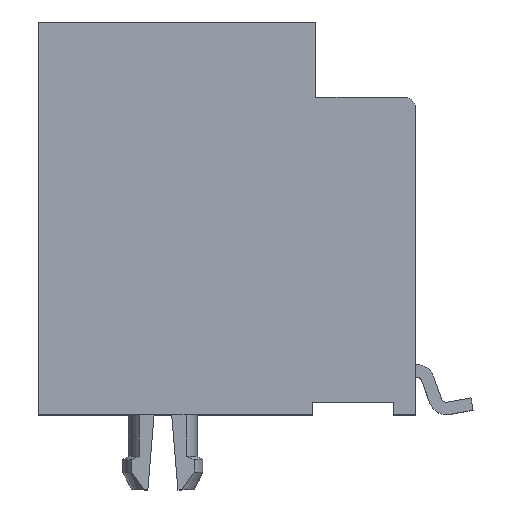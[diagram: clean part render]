
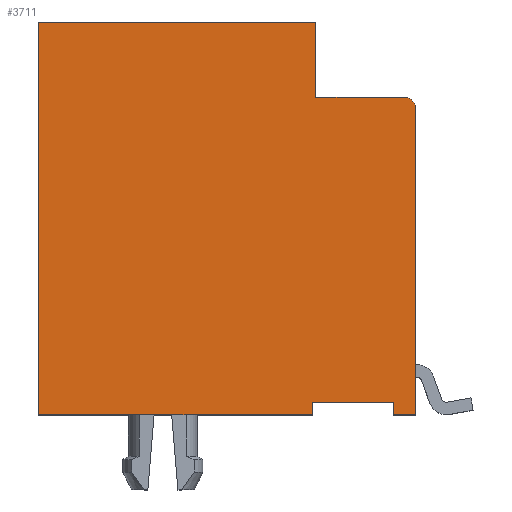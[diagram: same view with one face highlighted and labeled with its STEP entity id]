
A CAD part, top view. The second image highlights one B-rep face of the part: STEP entity #3711.
In plain terms, the highlighted planar face has unit normal (0, 0, 1).
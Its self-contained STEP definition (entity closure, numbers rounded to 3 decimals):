
#662=DIRECTION('',(0.,1.,0.));
#663=VECTOR('',#662,12.2);
#664=CARTESIAN_POINT('',(10.12,-7.85,5.59));
#665=LINE('',#664,#663);
#666=DIRECTION('',(1.,0.,0.));
#667=VECTOR('',#666,0.9);
#668=CARTESIAN_POINT('',(9.22,-7.85,5.59));
#669=LINE('',#668,#667);
#670=DIRECTION('',(0.,-1.,0.));
#671=VECTOR('',#670,0.5);
#672=CARTESIAN_POINT('',(9.22,-7.35,5.59));
#673=LINE('',#672,#671);
#674=DIRECTION('',(1.,0.,0.));
#675=VECTOR('',#674,3.25);
#676=CARTESIAN_POINT('',(5.97,-7.35,5.59));
#677=LINE('',#676,#675);
#678=DIRECTION('',(0.,1.,0.));
#679=VECTOR('',#678,0.5);
#680=CARTESIAN_POINT('',(5.97,-7.85,5.59));
#681=LINE('',#680,#679);
#682=DIRECTION('',(1.,0.,0.));
#683=VECTOR('',#682,10.93);
#684=CARTESIAN_POINT('',(-4.96,-7.85,5.59));
#685=LINE('',#684,#683);
#686=DIRECTION('',(0.,-1.,0.));
#687=VECTOR('',#686,15.7);
#688=CARTESIAN_POINT('',(-4.96,7.85,5.59));
#689=LINE('',#688,#687);
#690=DIRECTION('',(-1.,0.,0.));
#691=VECTOR('',#690,11.08);
#692=CARTESIAN_POINT('',(6.12,7.85,5.59));
#693=LINE('',#692,#691);
#694=DIRECTION('',(0.,1.,0.));
#695=VECTOR('',#694,3.);
#696=CARTESIAN_POINT('',(6.12,4.85,5.59));
#697=LINE('',#696,#695);
#698=DIRECTION('',(-1.,0.,0.));
#699=VECTOR('',#698,3.5);
#700=CARTESIAN_POINT('',(9.62,4.85,5.59));
#701=LINE('',#700,#699);
#702=CARTESIAN_POINT('',(9.62,4.35,5.59));
#703=DIRECTION('',(0.,0.,1.));
#704=DIRECTION('',(1.,0.,0.));
#705=AXIS2_PLACEMENT_3D('',#702,#703,#704);
#2269=CARTESIAN_POINT('',(10.12,-7.85,5.59));
#2270=CARTESIAN_POINT('',(10.12,4.35,5.59));
#2271=VERTEX_POINT('',#2269);
#2272=VERTEX_POINT('',#2270);
#2273=CARTESIAN_POINT('',(9.62,4.85,5.59));
#2274=CARTESIAN_POINT('',(6.12,4.85,5.59));
#2275=VERTEX_POINT('',#2273);
#2276=VERTEX_POINT('',#2274);
#2277=CARTESIAN_POINT('',(6.12,7.85,5.59));
#2278=VERTEX_POINT('',#2277);
#2279=CARTESIAN_POINT('',(-4.96,7.85,5.59));
#2280=VERTEX_POINT('',#2279);
#2281=CARTESIAN_POINT('',(-4.96,-7.85,5.59));
#2282=VERTEX_POINT('',#2281);
#2283=CARTESIAN_POINT('',(5.97,-7.85,5.59));
#2284=VERTEX_POINT('',#2283);
#2285=CARTESIAN_POINT('',(5.97,-7.35,5.59));
#2286=VERTEX_POINT('',#2285);
#2287=CARTESIAN_POINT('',(9.22,-7.35,5.59));
#2288=VERTEX_POINT('',#2287);
#2289=CARTESIAN_POINT('',(9.22,-7.85,5.59));
#2290=VERTEX_POINT('',#2289);
#3687=CARTESIAN_POINT('',(0.,0.,5.59));
#3688=DIRECTION('',(0.,0.,1.));
#3689=DIRECTION('',(1.,0.,0.));
#3690=AXIS2_PLACEMENT_3D('',#3687,#3688,#3689);
#3691=PLANE('',#3690);
#3692=ORIENTED_EDGE('',*,*,#2970,.F.);
#3693=ORIENTED_EDGE('',*,*,#3643,.F.);
#3694=ORIENTED_EDGE('',*,*,#3669,.F.);
#3695=ORIENTED_EDGE('',*,*,#3300,.F.);
#3696=ORIENTED_EDGE('',*,*,#3177,.F.);
#3698=ORIENTED_EDGE('',*,*,#3697,.F.);
#3700=ORIENTED_EDGE('',*,*,#3699,.F.);
#3702=ORIENTED_EDGE('',*,*,#3701,.F.);
#3704=ORIENTED_EDGE('',*,*,#3703,.F.);
#3706=ORIENTED_EDGE('',*,*,#3705,.F.);
#3708=ORIENTED_EDGE('',*,*,#3707,.F.);
#3709=EDGE_LOOP('',(#3692,#3693,#3694,#3695,#3696,#3698,#3700,#3702,#3704,#3706,
#3708));
#3710=FACE_OUTER_BOUND('',#3709,.F.);
#3711=ADVANCED_FACE('',(#3710),#3691,.T.);
#706=CIRCLE('',#705,0.5);
#2970=EDGE_CURVE('',#2271,#2272,#665,.T.);
#3177=EDGE_CURVE('',#2284,#2286,#681,.T.);
#3300=EDGE_CURVE('',#2286,#2288,#677,.T.);
#3643=EDGE_CURVE('',#2290,#2271,#669,.T.);
#3669=EDGE_CURVE('',#2288,#2290,#673,.T.);
#3697=EDGE_CURVE('',#2282,#2284,#685,.T.);
#3699=EDGE_CURVE('',#2280,#2282,#689,.T.);
#3701=EDGE_CURVE('',#2278,#2280,#693,.T.);
#3703=EDGE_CURVE('',#2276,#2278,#697,.T.);
#3705=EDGE_CURVE('',#2275,#2276,#701,.T.);
#3707=EDGE_CURVE('',#2272,#2275,#706,.T.);
